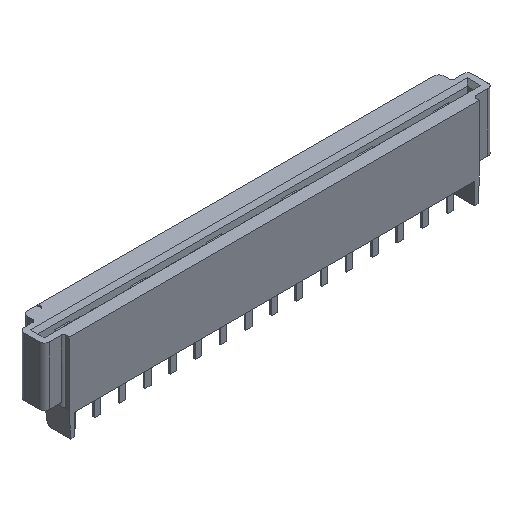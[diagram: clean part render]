
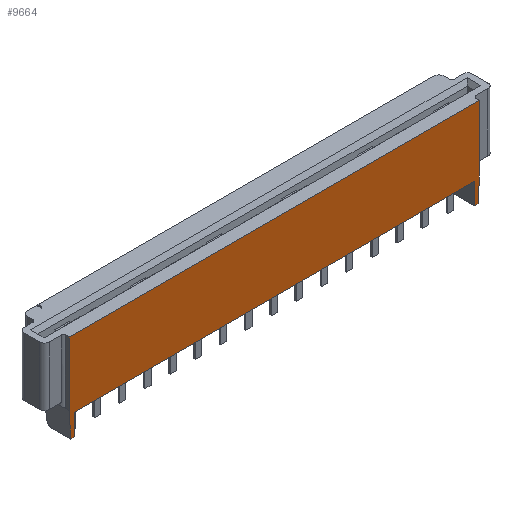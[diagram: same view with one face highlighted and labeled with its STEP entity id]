
A CAD part, isometric view. The second image highlights one B-rep face of the part: STEP entity #9664.
In plain terms, the highlighted planar face has unit normal (0, -1, 0).
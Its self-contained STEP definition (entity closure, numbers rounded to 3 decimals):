
#92=DIRECTION('',(1.,0.,0.));
#93=VECTOR('',#92,41.275);
#94=CARTESIAN_POINT('',(-20.638,-2.388,0.));
#95=LINE('',#94,#93);
#508=DIRECTION('',(1.,0.,0.));
#509=VECTOR('',#508,40.259);
#510=CARTESIAN_POINT('',(-20.13,-2.388,-6.807));
#511=LINE('',#510,#509);
#512=DIRECTION('',(-0.05,0.,0.999));
#513=VECTOR('',#512,2.543);
#514=CARTESIAN_POINT('',(-20.511,-2.388,-8.966));
#515=LINE('',#514,#513);
#516=DIRECTION('',(0.,0.,1.));
#517=VECTOR('',#516,6.426);
#518=CARTESIAN_POINT('',(-20.638,-2.388,-6.426));
#519=LINE('',#518,#517);
#520=DIRECTION('',(0.,0.,-1.));
#521=VECTOR('',#520,6.426);
#522=CARTESIAN_POINT('',(20.638,-2.388,0.));
#523=LINE('',#522,#521);
#524=DIRECTION('',(-0.05,0.,-0.999));
#525=VECTOR('',#524,2.543);
#526=CARTESIAN_POINT('',(20.638,-2.388,-6.426));
#527=LINE('',#526,#525);
#532=DIRECTION('',(0.,0.,-1.));
#533=VECTOR('',#532,2.159);
#534=CARTESIAN_POINT('',(20.13,-2.388,-6.807));
#535=LINE('',#534,#533);
#553=DIRECTION('',(1.,0.,0.));
#554=VECTOR('',#553,0.381);
#555=CARTESIAN_POINT('',(20.13,-2.388,-8.966));
#556=LINE('',#555,#554);
#836=DIRECTION('',(0.,0.,-1.));
#837=VECTOR('',#836,2.159);
#838=CARTESIAN_POINT('',(-20.13,-2.388,-6.807));
#839=LINE('',#838,#837);
#858=DIRECTION('',(1.,0.,0.));
#859=VECTOR('',#858,0.381);
#860=CARTESIAN_POINT('',(-20.511,-2.388,-8.966));
#861=LINE('',#860,#859);
#7529=CARTESIAN_POINT('',(20.13,-2.388,-8.966));
#7531=VERTEX_POINT('',#7529);
#7534=CARTESIAN_POINT('',(-20.638,-2.388,0.));
#7535=VERTEX_POINT('',#7534);
#7536=CARTESIAN_POINT('',(20.638,-2.388,0.));
#7537=VERTEX_POINT('',#7536);
#7538=CARTESIAN_POINT('',(-20.13,-2.388,-8.966));
#7540=VERTEX_POINT('',#7538);
#7576=CARTESIAN_POINT('',(20.511,-2.388,-8.966));
#7578=VERTEX_POINT('',#7576);
#7581=CARTESIAN_POINT('',(20.638,-2.388,-6.426));
#7582=VERTEX_POINT('',#7581);
#7583=CARTESIAN_POINT('',(-20.511,-2.388,-8.966));
#7584=CARTESIAN_POINT('',(-20.638,-2.388,-6.426));
#7585=VERTEX_POINT('',#7583);
#7586=VERTEX_POINT('',#7584);
#7590=CARTESIAN_POINT('',(20.13,-2.388,-6.807));
#7591=VERTEX_POINT('',#7590);
#7592=CARTESIAN_POINT('',(-20.13,-2.388,-6.807));
#7593=VERTEX_POINT('',#7592);
#9641=CARTESIAN_POINT('',(-20.638,-2.388,0.));
#9642=DIRECTION('',(0.,-1.,0.));
#9643=DIRECTION('',(1.,0.,0.));
#9644=AXIS2_PLACEMENT_3D('',#9641,#9642,#9643);
#9645=PLANE('',#9644);
#9647=ORIENTED_EDGE('',*,*,#9646,.F.);
#9648=ORIENTED_EDGE('',*,*,#9409,.F.);
#9650=ORIENTED_EDGE('',*,*,#9649,.T.);
#9652=ORIENTED_EDGE('',*,*,#9651,.F.);
#9653=ORIENTED_EDGE('',*,*,#9619,.T.);
#9654=ORIENTED_EDGE('',*,*,#9636,.T.);
#9655=ORIENTED_EDGE('',*,*,#9268,.T.);
#9657=ORIENTED_EDGE('',*,*,#9656,.T.);
#9659=ORIENTED_EDGE('',*,*,#9658,.T.);
#9661=ORIENTED_EDGE('',*,*,#9660,.F.);
#9662=EDGE_LOOP('',(#9647,#9648,#9650,#9652,#9653,#9654,#9655,#9657,#9659,
#9661));
#9663=FACE_OUTER_BOUND('',#9662,.F.);
#9268=EDGE_CURVE('',#7535,#7537,#95,.T.);
#9409=EDGE_CURVE('',#7593,#7591,#511,.T.);
#9619=EDGE_CURVE('',#7585,#7586,#515,.T.);
#9636=EDGE_CURVE('',#7586,#7535,#519,.T.);
#9646=EDGE_CURVE('',#7591,#7531,#535,.T.);
#9649=EDGE_CURVE('',#7593,#7540,#839,.T.);
#9651=EDGE_CURVE('',#7585,#7540,#861,.T.);
#9656=EDGE_CURVE('',#7537,#7582,#523,.T.);
#9658=EDGE_CURVE('',#7582,#7578,#527,.T.);
#9660=EDGE_CURVE('',#7531,#7578,#556,.T.);
#9664=ADVANCED_FACE('',(#9663),#9645,.T.);
